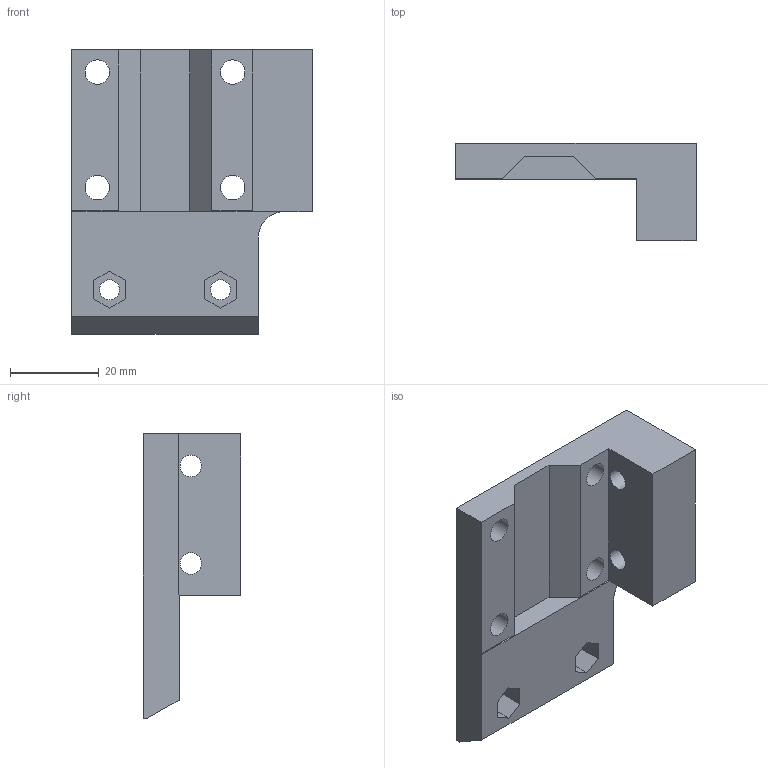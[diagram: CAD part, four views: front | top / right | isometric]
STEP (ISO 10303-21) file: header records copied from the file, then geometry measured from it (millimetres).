
Length unit declared in the file: millimetre
Products named in the file (1): Nosac Chained Raila
Bounding box: 54.15 x 21.85 x 64 mm (x, y, z)
Volume: 26302.2 mm3; surface area: 10516.1 mm2
Topology: 1 solids, 1 shells, 74 faces, 198 edges, 131 vertices
Faces by surface type: plane 52, bspline 13, cylinder 9
Full cylindrical faces by diameter (mm): 4.5 x2, 4.85 x2, 5.5 x4
Entity records: 2429 total; most frequent: CARTESIAN_POINT 573, ORIENTED_EDGE 396, DIRECTION 314, EDGE_CURVE 198, LINE 154, VECTOR 154, VERTEX_POINT 131, EDGE_LOOP 95
